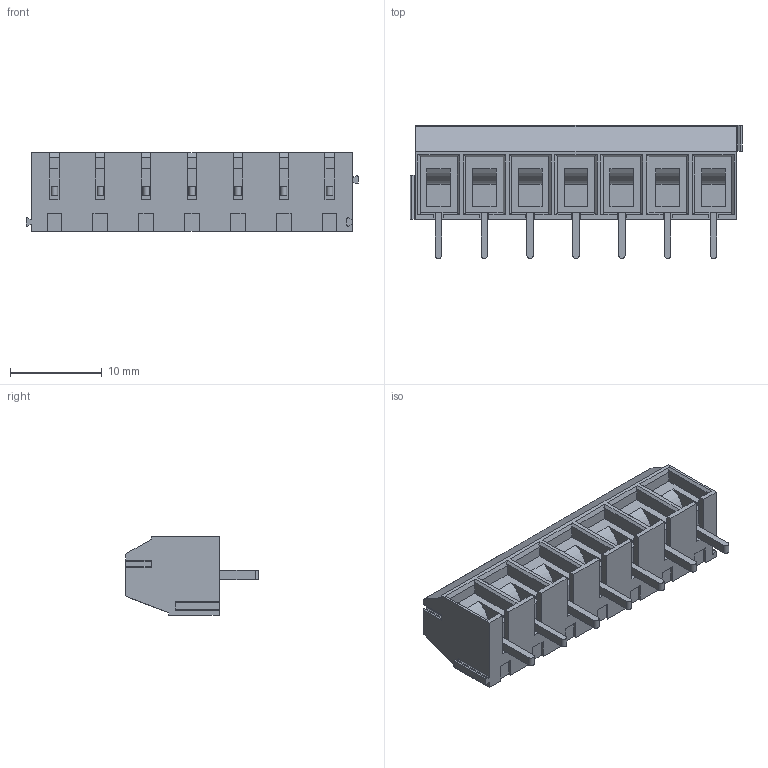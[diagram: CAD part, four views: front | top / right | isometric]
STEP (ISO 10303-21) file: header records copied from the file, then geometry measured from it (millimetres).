
FILE_DESCRIPTION(('STEP AP214'),'1');
FILE_NAME('MBE157-5-V.stp','2020-01-21T08:38:12',(' '),(' '),'Spatial InterOp 3D',' ',' ');
FILE_SCHEMA(('automotive_design'));
Length unit declared in the file: metre
Products named in the file (1): 1
Bounding box: 36.2 x 14.5 x 8.6 mm (x, y, z)
Volume: 2052.1 mm3; surface area: 2546.5 mm2
Topology: 1 solids, 1 shells, 369 faces, 1008 edges, 672 vertices
Faces by surface type: plane 311, cylinder 50, torus 7, extrusion 1
Full cylindrical faces by diameter (mm): 3.3 x7, 3.4 x7
Entity records: 14299 total; most frequent: CARTESIAN_POINT 2019, ORIENTED_EDGE 1946, DIRECTION 1838, EDGE_CURVE 973, VECTOR 844, LINE 843, VERTEX_POINT 658, AXIS2_PLACEMENT_3D 497
